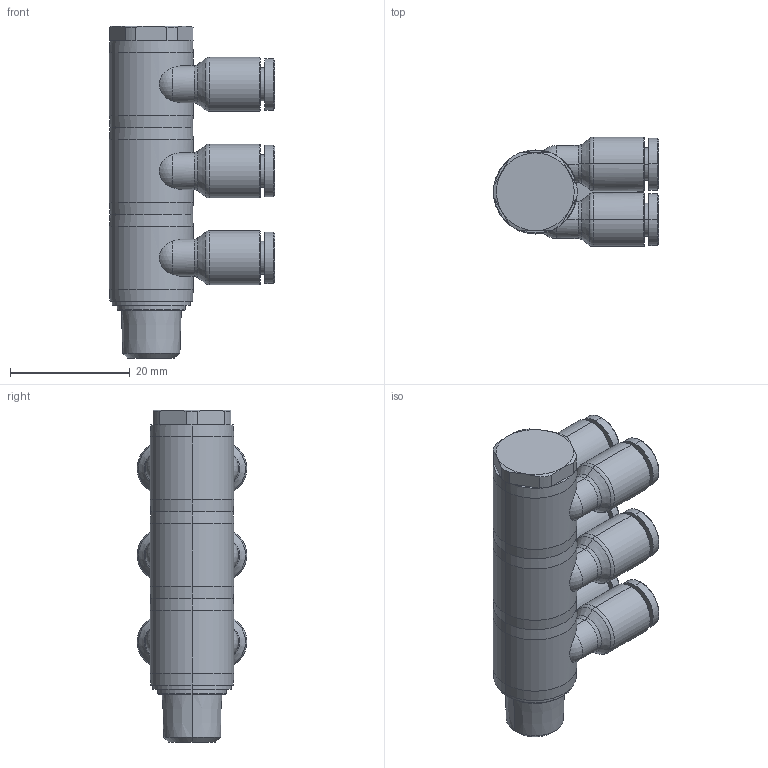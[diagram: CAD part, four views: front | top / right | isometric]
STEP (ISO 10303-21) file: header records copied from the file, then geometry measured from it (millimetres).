
FILE_DESCRIPTION((''),'2;1');
FILE_NAME('GPA_0401(3)(3D).stp','2012-12-17T14:35:50',(''),(''),'Mechanical Desktop.R8.0.24.0','Mechanical Desktop.R8.0.24.0',', , ');
FILE_SCHEMA(('CONFIG_CONTROL_DESIGN'));
Length unit declared in the file: millimetre
Products named in the file (2): GPA_0401(3)(3D); 睡ヶ1
Assembly tree (1 placements, depth 2):
  GPA_0401(3)(3D)
    睡ヶ1
Bounding box: 27.6 x 18.3 x 55.5 mm (x, y, z)
Volume: 10387.6 mm3; surface area: 7696.2 mm2
Topology: 1 solids, 1 shells, 2436 faces, 6849 edges, 4519 vertices
Faces by surface type: plane 2012, bspline 174, cylinder 132, cone 94, torus 18, sphere 6
Entity records: 80588 total; most frequent: CARTESIAN_POINT 17752, ORIENTED_EDGE 13694, DIRECTION 12029, EDGE_CURVE 6847, VECTOR 6037, LINE 6037, VERTEX_POINT 4519, AXIS2_PLACEMENT_3D 2996
